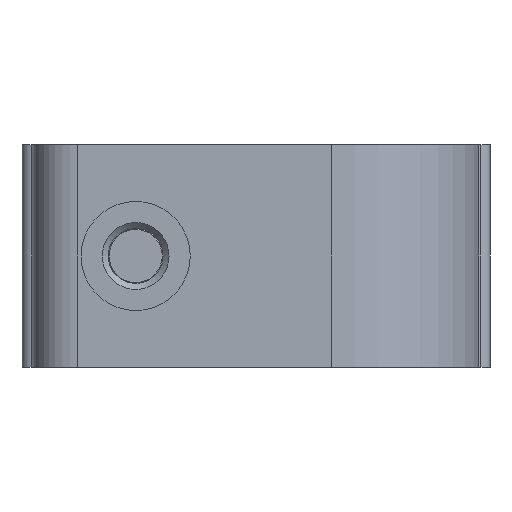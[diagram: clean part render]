
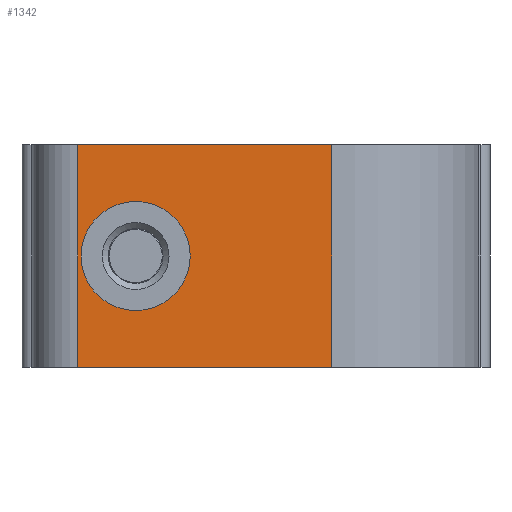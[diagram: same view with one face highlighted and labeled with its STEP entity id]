
A CAD part, front view. The second image highlights one B-rep face of the part: STEP entity #1342.
In plain terms, the highlighted planar face has unit normal (0, -1, 0).
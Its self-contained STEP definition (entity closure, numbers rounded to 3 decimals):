
#87=LINE('',#2108,#195);
#88=LINE('',#2114,#196);
#89=LINE('',#2116,#197);
#90=LINE('',#2118,#198);
#195=VECTOR('',#1654,1000.);
#196=VECTOR('',#1661,1000.);
#197=VECTOR('',#1662,1000.);
#198=VECTOR('',#1663,1000.);
#326=ORIENTED_EDGE('',*,*,#721,.F.);
#327=ORIENTED_EDGE('',*,*,#722,.T.);
#328=ORIENTED_EDGE('',*,*,#723,.F.);
#329=ORIENTED_EDGE('',*,*,#724,.F.);
#330=ORIENTED_EDGE('',*,*,#719,.T.);
#719=EDGE_CURVE('',#915,#914,#87,.T.);
#721=EDGE_CURVE('',#916,#916,#1039,.T.);
#722=EDGE_CURVE('',#914,#917,#88,.T.);
#723=EDGE_CURVE('',#918,#917,#89,.T.);
#724=EDGE_CURVE('',#915,#918,#90,.T.);
#914=VERTEX_POINT('',#2107);
#915=VERTEX_POINT('',#2109);
#916=VERTEX_POINT('',#2113);
#917=VERTEX_POINT('',#2115);
#918=VERTEX_POINT('',#2117);
#1039=CIRCLE('',#1449,2.45);
#1120=EDGE_LOOP('',(#326));
#1121=EDGE_LOOP('',(#327,#328,#329,#330));
#1214=FACE_BOUND('',#1120,.T.);
#1215=FACE_BOUND('',#1121,.T.);
#1300=PLANE('',#1448);
#1342=ADVANCED_FACE('',(#1214,#1215),#1300,.F.);
#1448=AXIS2_PLACEMENT_3D('',#2111,#1657,#1658);
#1449=AXIS2_PLACEMENT_3D('',#2112,#1659,#1660);
#1654=DIRECTION('',(0.,0.,-1.));
#1657=DIRECTION('',(0.,1.,0.));
#1658=DIRECTION('',(0.,0.,1.));
#1659=DIRECTION('',(0.,-1.,0.));
#1660=DIRECTION('',(1.,0.,0.));
#1661=DIRECTION('',(1.,0.,0.));
#1662=DIRECTION('',(0.,0.,-1.));
#1663=DIRECTION('',(1.,0.,0.));
#2107=CARTESIAN_POINT('',(-11.4,0.,-5.));
#2108=CARTESIAN_POINT('',(-11.4,0.,5.));
#2109=CARTESIAN_POINT('',(-11.4,0.,5.));
#2111=CARTESIAN_POINT('',(-11.4,0.,5.));
#2112=CARTESIAN_POINT('',(-8.8,0.,0.));
#2113=CARTESIAN_POINT('',(-6.35,0.,0.));
#2114=CARTESIAN_POINT('',(-11.4,0.,-5.));
#2115=CARTESIAN_POINT('',(0.,0.,-5.));
#2116=CARTESIAN_POINT('',(0.,0.,5.));
#2117=CARTESIAN_POINT('',(0.,0.,5.));
#2118=CARTESIAN_POINT('',(-11.4,0.,5.));
